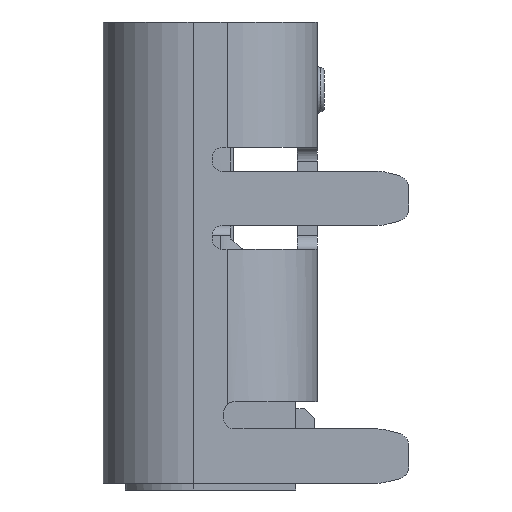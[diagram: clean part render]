
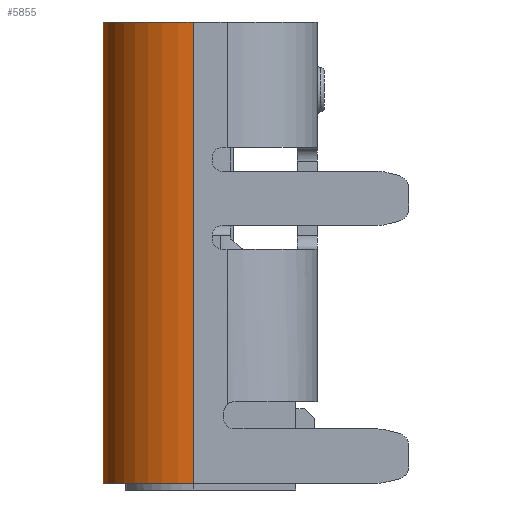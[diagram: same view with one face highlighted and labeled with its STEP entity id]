
A CAD part, left-side view. The second image highlights one B-rep face of the part: STEP entity #5855.
In plain terms, the highlighted cylindrical face has radius 1.33 mm (diameter 2.66 mm), a partial arc.
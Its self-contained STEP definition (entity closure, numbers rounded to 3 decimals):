
#849 = AXIS2_PLACEMENT_3D ( 'NONE', #18424, #12023, #2505 ) ;
#947 = CARTESIAN_POINT ( 'NONE',  ( -3.14, 1.93, 3.45 ) ) ;
#1170 = CARTESIAN_POINT ( 'NONE',  ( -3.14, 3.26, -3.35 ) ) ;
#1366 = VERTEX_POINT ( 'NONE', #5589 ) ;
#2108 = EDGE_CURVE ( 'NONE', #18168, #13415, #9500, .T. ) ;
#2239 = DIRECTION ( 'NONE',  ( -1., 0., 0. ) ) ;
#2254 = EDGE_CURVE ( 'NONE', #1366, #13415, #20061, .T. ) ;
#2505 = DIRECTION ( 'NONE',  ( 1., 0., 0. ) ) ;
#2659 = CARTESIAN_POINT ( 'NONE',  ( -4.47, 1.93, 3.45 ) ) ;
#5223 = DIRECTION ( 'NONE',  ( 0., 0., -1. ) ) ;
#5589 = CARTESIAN_POINT ( 'NONE',  ( -3.14, 3.26, 3.45 ) ) ;
#5763 = LINE ( 'NONE', #5788, #7459 ) ;
#5788 = CARTESIAN_POINT ( 'NONE',  ( -4.47, 1.93, 3.45 ) ) ;
#5855 = ADVANCED_FACE ( 'NONE', ( #19050 ), #17803, .T. ) ;
#6151 = DIRECTION ( 'NONE',  ( -1., 0., 0. ) ) ;
#6517 = ORIENTED_EDGE ( 'NONE', *, *, #11927, .F. ) ;
#7459 = VECTOR ( 'NONE', #18308, 1000. ) ;
#7965 = AXIS2_PLACEMENT_3D ( 'NONE', #10078, #18024, #2239 ) ;
#8981 = DIRECTION ( 'NONE',  ( 0., 0., -1. ) ) ;
#9345 = ORIENTED_EDGE ( 'NONE', *, *, #2108, .F. ) ;
#9500 = CIRCLE ( 'NONE', #7965, 1.33 ) ;
#9940 = EDGE_LOOP ( 'NONE', ( #6517, #19805, #11526, #9345 ) ) ;
#9988 = VECTOR ( 'NONE', #5223, 1000. ) ;
#10078 = CARTESIAN_POINT ( 'NONE',  ( -3.14, 1.93, -3.35 ) ) ;
#11526 = ORIENTED_EDGE ( 'NONE', *, *, #2254, .T. ) ;
#11927 = EDGE_CURVE ( 'NONE', #18322, #18168, #5763, .T. ) ;
#12023 = DIRECTION ( 'NONE',  ( 0., 0., -1. ) ) ;
#12946 = CARTESIAN_POINT ( 'NONE',  ( -4.47, 1.93, -3.35 ) ) ;
#13175 = EDGE_CURVE ( 'NONE', #18322, #1366, #15689, .T. ) ;
#13415 = VERTEX_POINT ( 'NONE', #1170 ) ;
#15689 = CIRCLE ( 'NONE', #20414, 1.33 ) ;
#17803 = CYLINDRICAL_SURFACE ( 'NONE', #849, 1.33 ) ;
#18024 = DIRECTION ( 'NONE',  ( 0., 0., -1. ) ) ;
#18168 = VERTEX_POINT ( 'NONE', #12946 ) ;
#18308 = DIRECTION ( 'NONE',  ( 0., 0., -1. ) ) ;
#18322 = VERTEX_POINT ( 'NONE', #2659 ) ;
#18424 = CARTESIAN_POINT ( 'NONE',  ( -3.14, 1.93, 3.45 ) ) ;
#19050 = FACE_OUTER_BOUND ( 'NONE', #9940, .T. ) ;
#19282 = CARTESIAN_POINT ( 'NONE',  ( -3.14, 3.26, 3.45 ) ) ;
#19805 = ORIENTED_EDGE ( 'NONE', *, *, #13175, .T. ) ;
#20061 = LINE ( 'NONE', #19282, #9988 ) ;
#20414 = AXIS2_PLACEMENT_3D ( 'NONE', #947, #8981, #6151 ) ;
